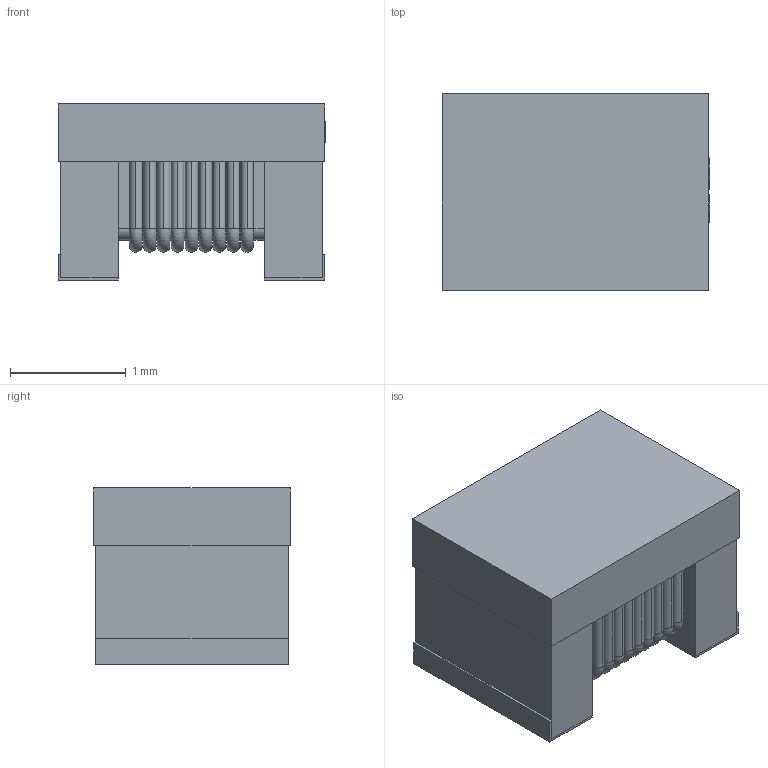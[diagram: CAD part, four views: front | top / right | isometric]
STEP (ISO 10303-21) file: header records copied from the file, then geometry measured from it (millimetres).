
FILE_DESCRIPTION (( 'STEP AP214' ), '1' );
FILE_NAME ('IND-SMD_L2.3-W1.7-1.step', '2022-07-08T23:50:19', ( '' ), ( '' ), 'SwSTEP 2.0', 'SolidWorks 2020', '' );
FILE_SCHEMA (( 'AUTOMOTIVE_DESIGN' ));
Length unit declared in the file: millimetre
Products named in the file (1): IND-SMD_L2.3-W1.7-1
Bounding box: 2.31 x 1.7 x 1.52 mm (x, y, z)
Volume: 4.5 mm3; surface area: 54.4 mm2
Topology: 6 solids, 6 shells, 512 faces, 1275 edges, 802 vertices
Faces by surface type: plane 252, cylinder 112, bspline 112, torus 36
Entity records: 21954 total; most frequent: CARTESIAN_POINT 4694, ORIENTED_EDGE 2550, DIRECTION 2073, EDGE_CURVE 1275, LINE 823, VECTOR 823, VERTEX_POINT 802, AXIS2_PLACEMENT_3D 625
